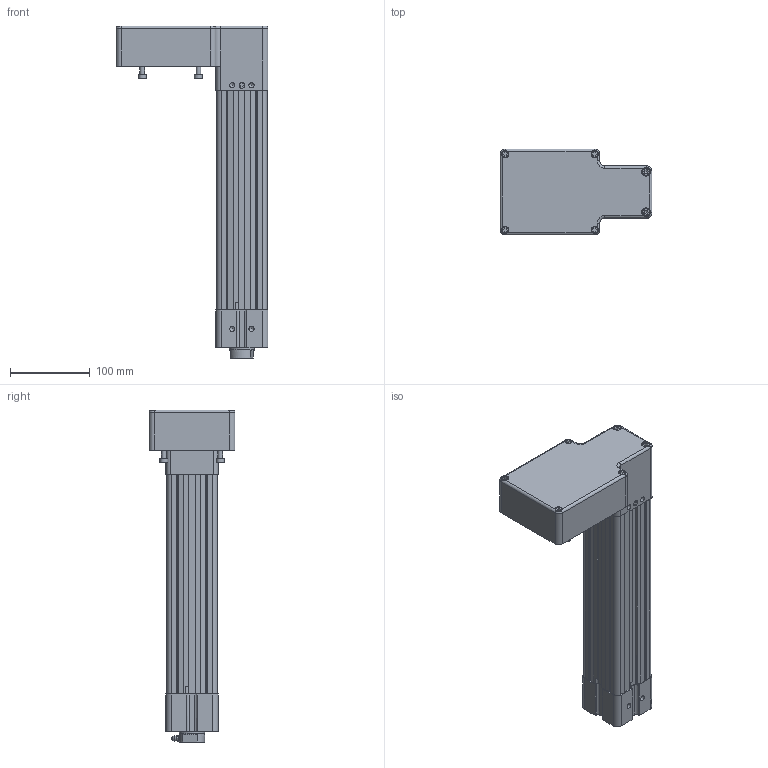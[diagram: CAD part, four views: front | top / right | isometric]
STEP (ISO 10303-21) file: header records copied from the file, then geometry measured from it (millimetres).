
FILE_DESCRIPTION (( 'STEP AP203' ), '1' );
FILE_NAME ('RSA32_BNL05_SK7.000_RS-492440-1.step', '2025-07-09T15:45:41', ( '' ), ( '' ), 'SwSTEP 2.0', 'SolidWorks 2024', '' );
FILE_SCHEMA (( 'CONFIG_CONTROL_DESIGN' ));
Length unit declared in the file: inch
Products named in the file (3): tempJoin0_11329327_RSA32_BNL05_SK7.000_RS-492440-1; RSA32_BNL05_SK7.000_RS-492440-1; Base_RSA32_BNL05_SK7.000_RS-492440-1
Assembly tree (2 placements, depth 2):
  RSA32_BNL05_SK7.000_RS-492440-1
    tempJoin0_11329327_RSA32_BNL05_SK7.000_RS-492440-1
    Base_RSA32_BNL05_SK7.000_RS-492440-1
Bounding box: 190.88 x 107.95 x 417.12 mm (x, y, z)
Volume: 1566868.3 mm3; surface area: 353656.6 mm2
Topology: 4 solids, 38 shells, 1165 faces, 2925 edges, 1903 vertices
Faces by surface type: plane 692, cylinder 297, bspline 83, cone 74, torus 19
Full cylindrical faces by diameter (mm): 4.2 x8, 4.978 x4, 5 x4, 5.61 x4, 6 x12, 6.147 x2, 6.35 x4, 6.477 x1, 6.528 x4, 7.137 x2, 7.14 x4, 8.5 x4, 9.144 x4, 9.921 x1, 10 x12, 11.1 x4, 11.938 x4, 14.884 x1, 21.031 x1, 22.352 x1, 29.21 x1, 29.337 x2, 29.464 x2, 31.521 x1, 31.699 x1, 31.75 x2, 37.059 x1, 41.275 x2, 50.8 x2
Entity records: 34612 total; most frequent: CARTESIAN_POINT 7587, ORIENTED_EDGE 5372, DIRECTION 5355, EDGE_CURVE 2686, AXIS2_PLACEMENT_3D 1834, VERTEX_POINT 1824, VECTOR 1687, LINE 1687
